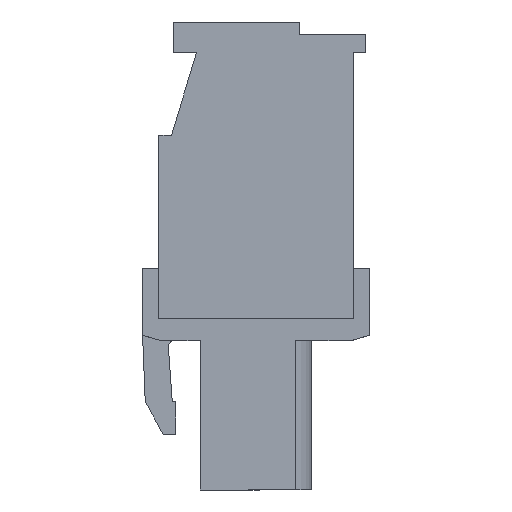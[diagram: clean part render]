
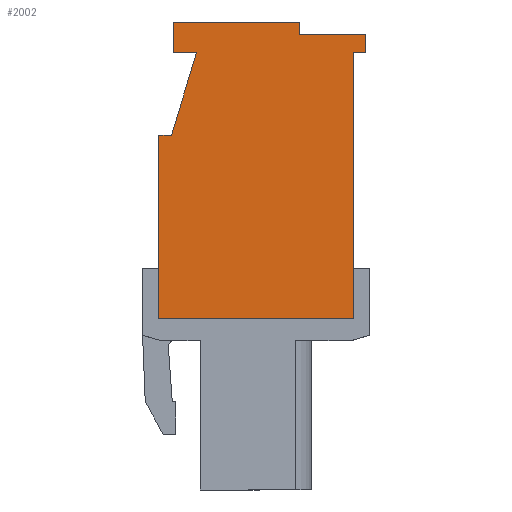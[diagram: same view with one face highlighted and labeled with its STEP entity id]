
A CAD part, left-side view. The second image highlights one B-rep face of the part: STEP entity #2002.
In plain terms, the highlighted planar face has unit normal (-1, 0, 0).
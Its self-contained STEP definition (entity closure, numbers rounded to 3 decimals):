
#2002 = ADVANCED_FACE( '', ( #4093 ), #4094, .T. );
#4093 = FACE_OUTER_BOUND( '', #6313, .T. );
#4094 = PLANE( '', #6314 );
#6313 = EDGE_LOOP( '', ( #11778, #11779, #11780, #11781, #11782, #11783, #11784, #11785, #11786, #11787, #11788, #11789 ) );
#6314 = AXIS2_PLACEMENT_3D( '', #11790, #11791, #11792 );
#11778 = ORIENTED_EDGE( '', *, *, #14042, .T. );
#11779 = ORIENTED_EDGE( '', *, *, #15745, .F. );
#11780 = ORIENTED_EDGE( '', *, *, #15500, .T. );
#11781 = ORIENTED_EDGE( '', *, *, #13759, .T. );
#11782 = ORIENTED_EDGE( '', *, *, #15746, .T. );
#11783 = ORIENTED_EDGE( '', *, *, #13542, .T. );
#11784 = ORIENTED_EDGE( '', *, *, #15747, .T. );
#11785 = ORIENTED_EDGE( '', *, *, #15667, .T. );
#11786 = ORIENTED_EDGE( '', *, *, #15247, .T. );
#11787 = ORIENTED_EDGE( '', *, *, #15704, .T. );
#11788 = ORIENTED_EDGE( '', *, *, #15748, .T. );
#11789 = ORIENTED_EDGE( '', *, *, #15061, .T. );
#11790 = CARTESIAN_POINT( '', ( 0., 0., 0. ) );
#11791 = DIRECTION( '', ( -1., 0., 0. ) );
#11792 = DIRECTION( '', ( 0., -1., 0. ) );
#13542 = EDGE_CURVE( '', #16219, #16220, #16221, .T. );
#13759 = EDGE_CURVE( '', #16619, #16620, #16621, .T. );
#14042 = EDGE_CURVE( '', #17122, #17120, #17123, .T. );
#15061 = EDGE_CURVE( '', #18681, #17122, #18682, .T. );
#15247 = EDGE_CURVE( '', #18941, #18942, #18943, .T. );
#15500 = EDGE_CURVE( '', #19274, #16619, #19275, .T. );
#15667 = EDGE_CURVE( '', #19493, #18941, #19494, .T. );
#15704 = EDGE_CURVE( '', #18942, #19539, #19540, .T. );
#15745 = EDGE_CURVE( '', #19274, #17120, #19583, .T. );
#15746 = EDGE_CURVE( '', #16620, #16219, #19584, .T. );
#15747 = EDGE_CURVE( '', #16220, #19493, #19585, .T. );
#15748 = EDGE_CURVE( '', #19539, #18681, #19586, .T. );
#16219 = VERTEX_POINT( '', #20150 );
#16220 = VERTEX_POINT( '', #20151 );
#16221 = LINE( '', #20152, #20153 );
#16619 = VERTEX_POINT( '', #20699 );
#16620 = VERTEX_POINT( '', #20700 );
#16621 = LINE( '', #20701, #20702 );
#17120 = VERTEX_POINT( '', #21432 );
#17122 = VERTEX_POINT( '', #21435 );
#17123 = LINE( '', #21436, #21437 );
#18681 = VERTEX_POINT( '', #23746 );
#18682 = LINE( '', #23747, #23748 );
#18941 = VERTEX_POINT( '', #24127 );
#18942 = VERTEX_POINT( '', #24128 );
#18943 = LINE( '', #24129, #24130 );
#19274 = VERTEX_POINT( '', #24632 );
#19275 = LINE( '', #24633, #24634 );
#19493 = VERTEX_POINT( '', #24946 );
#19494 = LINE( '', #24947, #24948 );
#19539 = VERTEX_POINT( '', #25013 );
#19540 = LINE( '', #25014, #25015 );
#19583 = LINE( '', #25079, #25080 );
#19584 = LINE( '', #25081, #25082 );
#19585 = LINE( '', #25083, #25084 );
#19586 = LINE( '', #25085, #25086 );
#20150 = CARTESIAN_POINT( '', ( 0., -0.7, 16.7 ) );
#20151 = CARTESIAN_POINT( '', ( 0., 3., 16.7 ) );
#20152 = CARTESIAN_POINT( '', ( 0., -0.7, 16.7 ) );
#20153 = VECTOR( '', #25595, 1000. );
#20699 = CARTESIAN_POINT( '', ( 0., 0., 15.7 ) );
#20700 = CARTESIAN_POINT( '', ( 0., -0.7, 15.7 ) );
#20701 = CARTESIAN_POINT( '', ( 0., 0., 15.7 ) );
#20702 = VECTOR( '', #25870, 1000. );
#21432 = CARTESIAN_POINT( '', ( 0., 10.8, 0.9 ) );
#21435 = CARTESIAN_POINT( '', ( 0., 10.8, 11.1 ) );
#21436 = CARTESIAN_POINT( '', ( 0., 10.8, 11.1 ) );
#21437 = VECTOR( '', #26127, 1000. );
#23746 = CARTESIAN_POINT( '', ( 0., 10.1, 11.1 ) );
#23747 = CARTESIAN_POINT( '', ( 0., 10.1, 11.1 ) );
#23748 = VECTOR( '', #27027, 1000. );
#24127 = CARTESIAN_POINT( '', ( 0., 10., 17.4 ) );
#24128 = CARTESIAN_POINT( '', ( 0., 10., 15.7 ) );
#24129 = CARTESIAN_POINT( '', ( 0., 10., 17.4 ) );
#24130 = VECTOR( '', #27187, 1000. );
#24632 = CARTESIAN_POINT( '', ( 0., 0., 0.9 ) );
#24633 = CARTESIAN_POINT( '', ( 0., 0., 0. ) );
#24634 = VECTOR( '', #27383, 1000. );
#24946 = CARTESIAN_POINT( '', ( 0., 3., 17.4 ) );
#24947 = CARTESIAN_POINT( '', ( 0., 3., 17.4 ) );
#24948 = VECTOR( '', #27517, 1000. );
#25013 = CARTESIAN_POINT( '', ( 0., 8.7, 15.7 ) );
#25014 = CARTESIAN_POINT( '', ( 0., 10., 15.7 ) );
#25015 = VECTOR( '', #27544, 1000. );
#25079 = CARTESIAN_POINT( '', ( 0., 0., 0.9 ) );
#25080 = VECTOR( '', #27566, 1000. );
#25081 = CARTESIAN_POINT( '', ( 0., -0.7, 15.7 ) );
#25082 = VECTOR( '', #27567, 1000. );
#25083 = CARTESIAN_POINT( '', ( 0., 3., 16.7 ) );
#25084 = VECTOR( '', #27568, 1000. );
#25085 = CARTESIAN_POINT( '', ( 0., 8.7, 15.7 ) );
#25086 = VECTOR( '', #27569, 1000. );
#25595 = DIRECTION( '', ( 0., 1., 0. ) );
#25870 = DIRECTION( '', ( 0., -1., 0. ) );
#26127 = DIRECTION( '', ( 0., 0., -1. ) );
#27027 = DIRECTION( '', ( 0., 1., 0. ) );
#27187 = DIRECTION( '', ( 0., 0., -1. ) );
#27383 = DIRECTION( '', ( 0., 0., 1. ) );
#27517 = DIRECTION( '', ( 0., 1., 0. ) );
#27544 = DIRECTION( '', ( 0., -1., 0. ) );
#27566 = DIRECTION( '', ( 0., 1., 0. ) );
#27567 = DIRECTION( '', ( 0., 0., 1. ) );
#27568 = DIRECTION( '', ( 0., 0., 1. ) );
#27569 = DIRECTION( '', ( 0., 0.291, -0.957 ) );
